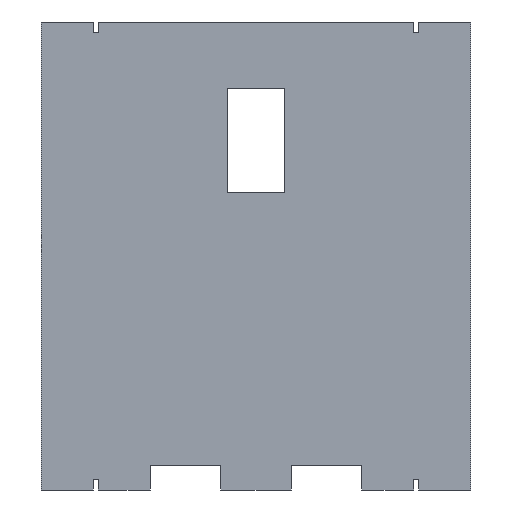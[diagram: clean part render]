
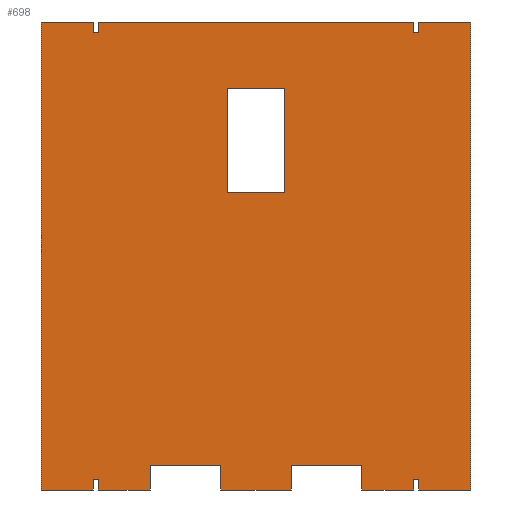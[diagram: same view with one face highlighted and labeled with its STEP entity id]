
A CAD part, left-side view. The second image highlights one B-rep face of the part: STEP entity #698.
In plain terms, the highlighted planar face has unit normal (-1, 0, 0).
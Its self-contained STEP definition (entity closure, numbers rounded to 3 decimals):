
#16=FACE_BOUND('',#86,.T.);
#50=FACE_OUTER_BOUND('',#85,.T.);
#85=EDGE_LOOP('',(#599,#600,#601,#602,#603,#604,#605,#606,#607,#608,#609,
#610,#611,#612,#613,#614,#615,#616,#617,#618,#619,#620,#621,#622,#623,#624,
#625,#626));
#86=EDGE_LOOP('',(#627,#628,#629,#630));
#89=LINE('',#921,#185);
#92=LINE('',#927,#188);
#96=LINE('',#934,#192);
#99=LINE('',#942,#195);
#102=LINE('',#948,#198);
#106=LINE('',#955,#202);
#109=LINE('',#963,#205);
#112=LINE('',#969,#208);
#116=LINE('',#976,#212);
#119=LINE('',#984,#215);
#122=LINE('',#990,#218);
#126=LINE('',#997,#222);
#127=LINE('',#1000,#223);
#130=LINE('',#1006,#226);
#151=LINE('',#1045,#247);
#153=LINE('',#1048,#249);
#154=LINE('',#1052,#250);
#157=LINE('',#1057,#253);
#159=LINE('',#1061,#255);
#161=LINE('',#1064,#257);
#162=LINE('',#1068,#258);
#165=LINE('',#1072,#261);
#167=LINE('',#1076,#263);
#168=LINE('',#1078,#264);
#170=LINE('',#1082,#266);
#171=LINE('',#1084,#267);
#173=LINE('',#1088,#269);
#174=LINE('',#1091,#270);
#176=LINE('',#1095,#272);
#178=LINE('',#1099,#274);
#180=LINE('',#1103,#276);
#182=LINE('',#1106,#278);
#185=VECTOR('',#753,10.);
#188=VECTOR('',#758,10.);
#192=VECTOR('',#764,10.);
#195=VECTOR('',#769,10.);
#198=VECTOR('',#774,10.);
#202=VECTOR('',#780,10.);
#205=VECTOR('',#785,10.);
#208=VECTOR('',#790,10.);
#212=VECTOR('',#796,10.);
#215=VECTOR('',#801,10.);
#218=VECTOR('',#806,10.);
#222=VECTOR('',#812,10.);
#223=VECTOR('',#815,10.);
#226=VECTOR('',#820,10.);
#247=VECTOR('',#845,10.);
#249=VECTOR('',#849,10.);
#250=VECTOR('',#852,10.);
#253=VECTOR('',#857,10.);
#255=VECTOR('',#861,10.);
#257=VECTOR('',#865,10.);
#258=VECTOR('',#868,10.);
#261=VECTOR('',#873,10.);
#263=VECTOR('',#877,10.);
#264=VECTOR('',#880,10.);
#266=VECTOR('',#884,10.);
#267=VECTOR('',#887,10.);
#269=VECTOR('',#891,10.);
#270=VECTOR('',#894,10.);
#272=VECTOR('',#898,10.);
#274=VECTOR('',#902,10.);
#276=VECTOR('',#906,10.);
#278=VECTOR('',#910,10.);
#281=VERTEX_POINT('',#918);
#282=VERTEX_POINT('',#920);
#284=VERTEX_POINT('',#926);
#286=VERTEX_POINT('',#932);
#289=VERTEX_POINT('',#939);
#290=VERTEX_POINT('',#941);
#292=VERTEX_POINT('',#947);
#294=VERTEX_POINT('',#953);
#297=VERTEX_POINT('',#960);
#298=VERTEX_POINT('',#962);
#300=VERTEX_POINT('',#968);
#302=VERTEX_POINT('',#974);
#305=VERTEX_POINT('',#981);
#306=VERTEX_POINT('',#983);
#308=VERTEX_POINT('',#989);
#310=VERTEX_POINT('',#995);
#311=VERTEX_POINT('',#999);
#313=VERTEX_POINT('',#1005);
#329=VERTEX_POINT('',#1044);
#330=VERTEX_POINT('',#1050);
#331=VERTEX_POINT('',#1051);
#332=VERTEX_POINT('',#1056);
#333=VERTEX_POINT('',#1060);
#334=VERTEX_POINT('',#1066);
#335=VERTEX_POINT('',#1067);
#336=VERTEX_POINT('',#1074);
#337=VERTEX_POINT('',#1080);
#338=VERTEX_POINT('',#1086);
#339=VERTEX_POINT('',#1090);
#340=VERTEX_POINT('',#1094);
#341=VERTEX_POINT('',#1098);
#342=VERTEX_POINT('',#1102);
#345=EDGE_CURVE('',#282,#281,#89,.T.);
#348=EDGE_CURVE('',#284,#282,#92,.T.);
#352=EDGE_CURVE('',#281,#286,#96,.T.);
#355=EDGE_CURVE('',#290,#289,#99,.T.);
#358=EDGE_CURVE('',#292,#290,#102,.T.);
#362=EDGE_CURVE('',#289,#294,#106,.T.);
#365=EDGE_CURVE('',#298,#297,#109,.T.);
#368=EDGE_CURVE('',#300,#298,#112,.T.);
#372=EDGE_CURVE('',#297,#302,#116,.T.);
#375=EDGE_CURVE('',#306,#305,#119,.T.);
#378=EDGE_CURVE('',#308,#306,#122,.T.);
#382=EDGE_CURVE('',#305,#310,#126,.T.);
#383=EDGE_CURVE('',#284,#311,#127,.T.);
#386=EDGE_CURVE('',#300,#313,#130,.T.);
#407=EDGE_CURVE('',#308,#329,#151,.T.);
#409=EDGE_CURVE('',#292,#310,#153,.T.);
#410=EDGE_CURVE('',#330,#331,#154,.T.);
#413=EDGE_CURVE('',#332,#330,#157,.T.);
#415=EDGE_CURVE('',#333,#332,#159,.T.);
#417=EDGE_CURVE('',#331,#333,#161,.T.);
#418=EDGE_CURVE('',#334,#335,#162,.T.);
#421=EDGE_CURVE('',#335,#313,#165,.T.);
#423=EDGE_CURVE('',#336,#302,#167,.T.);
#424=EDGE_CURVE('',#329,#336,#168,.T.);
#426=EDGE_CURVE('',#337,#294,#170,.T.);
#427=EDGE_CURVE('',#311,#337,#171,.T.);
#429=EDGE_CURVE('',#338,#286,#173,.T.);
#430=EDGE_CURVE('',#338,#339,#174,.T.);
#432=EDGE_CURVE('',#339,#340,#176,.T.);
#434=EDGE_CURVE('',#340,#341,#178,.T.);
#436=EDGE_CURVE('',#342,#341,#180,.T.);
#438=EDGE_CURVE('',#342,#334,#182,.T.);
#599=ORIENTED_EDGE('',*,*,#352,.T.);
#600=ORIENTED_EDGE('',*,*,#429,.F.);
#601=ORIENTED_EDGE('',*,*,#430,.T.);
#602=ORIENTED_EDGE('',*,*,#432,.T.);
#603=ORIENTED_EDGE('',*,*,#434,.T.);
#604=ORIENTED_EDGE('',*,*,#436,.F.);
#605=ORIENTED_EDGE('',*,*,#438,.T.);
#606=ORIENTED_EDGE('',*,*,#418,.T.);
#607=ORIENTED_EDGE('',*,*,#421,.T.);
#608=ORIENTED_EDGE('',*,*,#386,.F.);
#609=ORIENTED_EDGE('',*,*,#368,.T.);
#610=ORIENTED_EDGE('',*,*,#365,.T.);
#611=ORIENTED_EDGE('',*,*,#372,.T.);
#612=ORIENTED_EDGE('',*,*,#423,.F.);
#613=ORIENTED_EDGE('',*,*,#424,.F.);
#614=ORIENTED_EDGE('',*,*,#407,.F.);
#615=ORIENTED_EDGE('',*,*,#378,.T.);
#616=ORIENTED_EDGE('',*,*,#375,.T.);
#617=ORIENTED_EDGE('',*,*,#382,.T.);
#618=ORIENTED_EDGE('',*,*,#409,.F.);
#619=ORIENTED_EDGE('',*,*,#358,.T.);
#620=ORIENTED_EDGE('',*,*,#355,.T.);
#621=ORIENTED_EDGE('',*,*,#362,.T.);
#622=ORIENTED_EDGE('',*,*,#426,.F.);
#623=ORIENTED_EDGE('',*,*,#427,.F.);
#624=ORIENTED_EDGE('',*,*,#383,.F.);
#625=ORIENTED_EDGE('',*,*,#348,.T.);
#626=ORIENTED_EDGE('',*,*,#345,.T.);
#627=ORIENTED_EDGE('',*,*,#410,.T.);
#628=ORIENTED_EDGE('',*,*,#417,.T.);
#629=ORIENTED_EDGE('',*,*,#415,.T.);
#630=ORIENTED_EDGE('',*,*,#413,.T.);
#664=PLANE('',#746);
#698=ADVANCED_FACE('',(#50,#16),#664,.F.);
#746=AXIS2_PLACEMENT_3D('',#1107,#911,#912);
#753=DIRECTION('',(0.,-1.,0.));
#758=DIRECTION('',(0.,0.,1.));
#764=DIRECTION('',(0.,0.,-1.));
#769=DIRECTION('',(0.,1.,0.));
#774=DIRECTION('',(0.,0.,-1.));
#780=DIRECTION('',(0.,0.,1.));
#785=DIRECTION('',(0.,-1.,0.));
#790=DIRECTION('',(0.,0.,1.));
#796=DIRECTION('',(0.,0.,-1.));
#801=DIRECTION('',(0.,1.,0.));
#806=DIRECTION('',(0.,0.,-1.));
#812=DIRECTION('',(0.,0.,1.));
#815=DIRECTION('',(0.,1.,0.));
#820=DIRECTION('',(0.,1.,0.));
#845=DIRECTION('',(0.,-1.,0.));
#849=DIRECTION('',(0.,-1.,0.));
#852=DIRECTION('',(0.,1.,0.));
#857=DIRECTION('',(0.,0.,-1.));
#861=DIRECTION('',(0.,-1.,0.));
#865=DIRECTION('',(0.,0.,1.));
#868=DIRECTION('',(0.,-1.,0.));
#873=DIRECTION('',(0.,0.,-1.));
#877=DIRECTION('',(0.,1.,0.));
#880=DIRECTION('',(0.,0.,-1.));
#884=DIRECTION('',(0.,-1.,0.));
#887=DIRECTION('',(0.,0.,1.));
#891=DIRECTION('',(0.,1.,0.));
#894=DIRECTION('',(0.,0.,1.));
#898=DIRECTION('',(0.,-1.,0.));
#902=DIRECTION('',(0.,0.,-1.));
#906=DIRECTION('',(0.,1.,0.));
#910=DIRECTION('',(0.,0.,1.));
#911=DIRECTION('center_axis',(1.,0.,0.));
#912=DIRECTION('ref_axis',(0.,1.,0.));
#918=CARTESIAN_POINT('',(0.,71.6,2.));
#920=CARTESIAN_POINT('',(0.,72.6,2.));
#921=CARTESIAN_POINT('',(0.,56.95,2.));
#926=CARTESIAN_POINT('',(0.,72.6,0.));
#927=CARTESIAN_POINT('',(0.,72.6,22.5));
#932=CARTESIAN_POINT('',(0.,71.6,0.));
#934=CARTESIAN_POINT('',(0.,71.6,23.5));
#939=CARTESIAN_POINT('',(0.,72.6,88.));
#941=CARTESIAN_POINT('',(0.,71.6,88.));
#942=CARTESIAN_POINT('',(0.,56.45,88.));
#947=CARTESIAN_POINT('',(0.,71.6,90.));
#948=CARTESIAN_POINT('',(0.,71.6,67.5));
#953=CARTESIAN_POINT('',(0.,72.6,90.));
#955=CARTESIAN_POINT('',(0.,72.6,66.5));
#960=CARTESIAN_POINT('',(0.,10.,2.));
#962=CARTESIAN_POINT('',(0.,11.,2.));
#963=CARTESIAN_POINT('',(0.,26.15,2.));
#968=CARTESIAN_POINT('',(0.,11.,0.));
#969=CARTESIAN_POINT('',(0.,11.,22.5));
#974=CARTESIAN_POINT('',(0.,10.,0.));
#976=CARTESIAN_POINT('',(0.,10.,23.5));
#981=CARTESIAN_POINT('',(0.,11.,88.));
#983=CARTESIAN_POINT('',(0.,10.,88.));
#984=CARTESIAN_POINT('',(0.,25.65,88.));
#989=CARTESIAN_POINT('',(0.,10.,90.));
#990=CARTESIAN_POINT('',(0.,10.,67.5));
#995=CARTESIAN_POINT('',(0.,11.,90.));
#997=CARTESIAN_POINT('',(0.,11.,66.5));
#999=CARTESIAN_POINT('',(0.,82.6,0.));
#1000=CARTESIAN_POINT('',(0.,34.5,0.));
#1005=CARTESIAN_POINT('',(0.,21.,0.));
#1006=CARTESIAN_POINT('',(0.,0.,0.));
#1044=CARTESIAN_POINT('',(0.,0.,90.));
#1045=CARTESIAN_POINT('',(0.,82.6,90.));
#1048=CARTESIAN_POINT('',(0.,82.6,90.));
#1050=CARTESIAN_POINT('',(0.,35.8,57.2));
#1051=CARTESIAN_POINT('',(0.,46.8,57.2));
#1052=CARTESIAN_POINT('',(0.,38.55,57.2));
#1056=CARTESIAN_POINT('',(0.,35.8,77.2));
#1057=CARTESIAN_POINT('',(0.,35.8,61.1));
#1060=CARTESIAN_POINT('',(0.,46.8,77.2));
#1061=CARTESIAN_POINT('',(0.,44.05,77.2));
#1064=CARTESIAN_POINT('',(0.,46.8,51.1));
#1066=CARTESIAN_POINT('',(0.,34.5,4.8));
#1067=CARTESIAN_POINT('',(0.,21.,4.8));
#1068=CARTESIAN_POINT('',(0.,34.5,4.8));
#1072=CARTESIAN_POINT('',(0.,21.,4.8));
#1074=CARTESIAN_POINT('',(0.,0.,0.));
#1076=CARTESIAN_POINT('',(0.,0.,0.));
#1078=CARTESIAN_POINT('',(0.,0.,90.));
#1080=CARTESIAN_POINT('',(0.,82.6,90.));
#1082=CARTESIAN_POINT('',(0.,82.6,90.));
#1084=CARTESIAN_POINT('',(0.,82.6,0.));
#1086=CARTESIAN_POINT('',(0.,61.6,0.));
#1088=CARTESIAN_POINT('',(0.,34.5,0.));
#1090=CARTESIAN_POINT('',(0.,61.6,4.8));
#1091=CARTESIAN_POINT('',(0.,61.6,0.));
#1094=CARTESIAN_POINT('',(0.,48.1,4.8));
#1095=CARTESIAN_POINT('',(0.,61.6,4.8));
#1098=CARTESIAN_POINT('',(0.,48.1,0.));
#1099=CARTESIAN_POINT('',(0.,48.1,4.8));
#1102=CARTESIAN_POINT('',(0.,34.5,0.));
#1103=CARTESIAN_POINT('',(0.,34.5,0.));
#1106=CARTESIAN_POINT('',(0.,34.5,0.));
#1107=CARTESIAN_POINT('Origin',(0.,41.3,45.));
